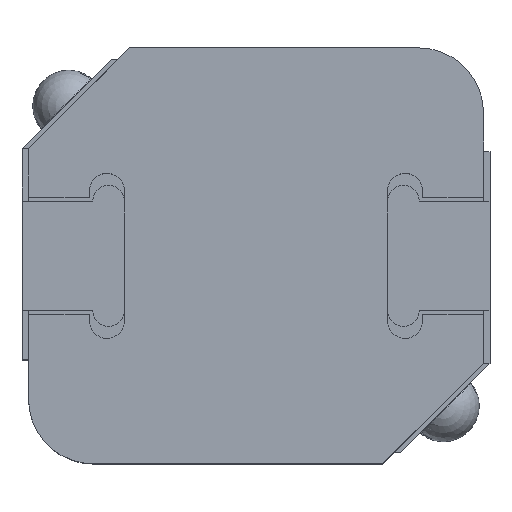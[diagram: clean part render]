
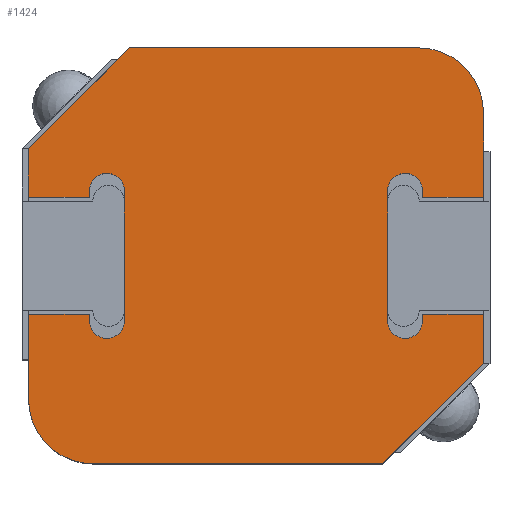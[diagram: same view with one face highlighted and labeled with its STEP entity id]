
A CAD part, top view. The second image highlights one B-rep face of the part: STEP entity #1424.
In plain terms, the highlighted planar face has unit normal (0, 0, 1).
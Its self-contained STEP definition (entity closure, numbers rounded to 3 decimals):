
#30=PLANE($,#1517);
#96=FACE_OUTER_BOUND($,#178,.T.);
#178=EDGE_LOOP($,(#1018,#1019,#1020,#1021,#1022,#1023,#1024,#1025,#1026,
#1027,#1028,#1029,#1030,#1031,#1032,#1033,#1034,#1035,#1036,#1037,#1038,
#1039,#1040,#1041));
#262=LINE($,#2049,#438);
#266=LINE($,#2057,#442);
#272=LINE($,#2070,#448);
#274=LINE($,#2075,#450);
#278=LINE($,#2083,#454);
#284=LINE($,#2096,#460);
#286=LINE($,#2100,#462);
#287=LINE($,#2102,#463);
#288=LINE($,#2104,#464);
#289=LINE($,#2106,#465);
#290=LINE($,#2109,#466);
#291=LINE($,#2111,#467);
#292=LINE($,#2112,#468);
#293=LINE($,#2114,#469);
#294=LINE($,#2116,#470);
#295=LINE($,#2117,#471);
#296=LINE($,#2119,#472);
#297=LINE($,#2122,#473);
#438=VECTOR($,#1641,1.3);
#442=VECTOR($,#1645,0.75);
#448=VECTOR($,#1653,4.45);
#450=VECTOR($,#1657,1.3);
#454=VECTOR($,#1661,0.75);
#460=VECTOR($,#1669,4.45);
#462=VECTOR($,#1673,0.936);
#463=VECTOR($,#1676,2.192);
#464=VECTOR($,#1677,0.936);
#465=VECTOR($,#1678,0.1);
#466=VECTOR($,#1681,2.);
#467=VECTOR($,#1682,0.1);
#468=VECTOR($,#1683,0.936);
#469=VECTOR($,#1686,2.192);
#470=VECTOR($,#1687,0.936);
#471=VECTOR($,#1688,0.1);
#472=VECTOR($,#1689,2.);
#473=VECTOR($,#1692,0.1);
#611=CIRCLE($,#1509,0.269);
#613=CIRCLE($,#1512,0.269);
#614=CIRCLE($,#1518,1.);
#615=CIRCLE($,#1519,0.269);
#616=CIRCLE($,#1520,1.);
#617=CIRCLE($,#1521,0.269);
#644=VERTEX_POINT($,#2032);
#645=VERTEX_POINT($,#2034);
#648=VERTEX_POINT($,#2041);
#649=VERTEX_POINT($,#2043);
#650=VERTEX_POINT($,#2047);
#651=VERTEX_POINT($,#2048);
#654=VERTEX_POINT($,#2054);
#655=VERTEX_POINT($,#2056);
#660=VERTEX_POINT($,#2067);
#661=VERTEX_POINT($,#2069);
#662=VERTEX_POINT($,#2073);
#663=VERTEX_POINT($,#2074);
#666=VERTEX_POINT($,#2080);
#667=VERTEX_POINT($,#2082);
#672=VERTEX_POINT($,#2093);
#673=VERTEX_POINT($,#2095);
#674=VERTEX_POINT($,#2099);
#675=VERTEX_POINT($,#2103);
#676=VERTEX_POINT($,#2105);
#677=VERTEX_POINT($,#2107);
#678=VERTEX_POINT($,#2110);
#679=VERTEX_POINT($,#2115);
#680=VERTEX_POINT($,#2118);
#681=VERTEX_POINT($,#2120);
#780=EDGE_CURVE($,#644,#645,#611,.T.);
#784=EDGE_CURVE($,#648,#649,#613,.T.);
#786=EDGE_CURVE($,#650,#651,#262,.T.);
#790=EDGE_CURVE($,#655,#654,#266,.T.);
#796=EDGE_CURVE($,#661,#660,#272,.T.);
#798=EDGE_CURVE($,#662,#663,#274,.T.);
#802=EDGE_CURVE($,#667,#666,#278,.T.);
#808=EDGE_CURVE($,#673,#672,#284,.T.);
#810=EDGE_CURVE($,#650,#674,#286,.T.);
#811=EDGE_CURVE($,#651,#661,#614,.T.);
#812=EDGE_CURVE($,#660,#667,#287,.T.);
#813=EDGE_CURVE($,#675,#666,#288,.T.);
#814=EDGE_CURVE($,#676,#675,#289,.T.);
#815=EDGE_CURVE($,#677,#676,#615,.T.);
#816=EDGE_CURVE($,#649,#677,#290,.T.);
#817=EDGE_CURVE($,#678,#648,#291,.T.);
#818=EDGE_CURVE($,#662,#678,#292,.T.);
#819=EDGE_CURVE($,#663,#673,#616,.T.);
#820=EDGE_CURVE($,#672,#655,#293,.T.);
#821=EDGE_CURVE($,#679,#654,#294,.T.);
#822=EDGE_CURVE($,#645,#679,#295,.T.);
#823=EDGE_CURVE($,#680,#644,#296,.T.);
#824=EDGE_CURVE($,#681,#680,#617,.T.);
#825=EDGE_CURVE($,#674,#681,#297,.T.);
#1018=ORIENTED_EDGE($,*,*,#810,.F.);
#1019=ORIENTED_EDGE($,*,*,#786,.T.);
#1020=ORIENTED_EDGE($,*,*,#811,.T.);
#1021=ORIENTED_EDGE($,*,*,#796,.T.);
#1022=ORIENTED_EDGE($,*,*,#812,.T.);
#1023=ORIENTED_EDGE($,*,*,#802,.T.);
#1024=ORIENTED_EDGE($,*,*,#813,.F.);
#1025=ORIENTED_EDGE($,*,*,#814,.F.);
#1026=ORIENTED_EDGE($,*,*,#815,.F.);
#1027=ORIENTED_EDGE($,*,*,#816,.F.);
#1028=ORIENTED_EDGE($,*,*,#784,.F.);
#1029=ORIENTED_EDGE($,*,*,#817,.F.);
#1030=ORIENTED_EDGE($,*,*,#818,.F.);
#1031=ORIENTED_EDGE($,*,*,#798,.T.);
#1032=ORIENTED_EDGE($,*,*,#819,.T.);
#1033=ORIENTED_EDGE($,*,*,#808,.T.);
#1034=ORIENTED_EDGE($,*,*,#820,.T.);
#1035=ORIENTED_EDGE($,*,*,#790,.T.);
#1036=ORIENTED_EDGE($,*,*,#821,.F.);
#1037=ORIENTED_EDGE($,*,*,#822,.F.);
#1038=ORIENTED_EDGE($,*,*,#780,.F.);
#1039=ORIENTED_EDGE($,*,*,#823,.F.);
#1040=ORIENTED_EDGE($,*,*,#824,.F.);
#1041=ORIENTED_EDGE($,*,*,#825,.F.);
#1424=ADVANCED_FACE($,(#96),#30,.T.);
#1509=AXIS2_PLACEMENT_3D($,#2035,#1628,#1629);
#1512=AXIS2_PLACEMENT_3D($,#2044,#1636,#1637);
#1517=AXIS2_PLACEMENT_3D($,#2098,#1671,#1672);
#1518=AXIS2_PLACEMENT_3D($,#2101,#1674,#1675);
#1519=AXIS2_PLACEMENT_3D($,#2108,#1679,#1680);
#1520=AXIS2_PLACEMENT_3D($,#2113,#1684,#1685);
#1521=AXIS2_PLACEMENT_3D($,#2121,#1690,#1691);
#1628=DIRECTION('center_axis',(0.,0.,1.));
#1629=DIRECTION('ref_axis',(0.,1.,0.));
#1636=DIRECTION('center_axis',(0.,0.,1.));
#1637=DIRECTION('ref_axis',(0.,-1.,0.));
#1641=DIRECTION($,(0.,1.,0.));
#1645=DIRECTION($,(0.,1.,0.));
#1653=DIRECTION($,(-1.,0.,0.));
#1657=DIRECTION($,(0.,-1.,0.));
#1661=DIRECTION($,(0.,-1.,0.));
#1669=DIRECTION($,(1.,0.,0.));
#1671=DIRECTION('center_axis',(0.,0.,1.));
#1672=DIRECTION('ref_axis',(0.,-1.,0.));
#1673=DIRECTION($,(-1.,0.,0.));
#1674=DIRECTION('center_axis',(0.,0.,1.));
#1675=DIRECTION('ref_axis',(0.,-1.,0.));
#1676=DIRECTION($,(-0.707,-0.707,0.));
#1677=DIRECTION($,(-1.,0.,0.));
#1678=DIRECTION($,(0.,-1.,0.));
#1679=DIRECTION('center_axis',(0.,0.,1.));
#1680=DIRECTION('ref_axis',(0.,1.,0.));
#1681=DIRECTION($,(0.,1.,0.));
#1682=DIRECTION($,(0.,-1.,0.));
#1683=DIRECTION($,(1.,0.,0.));
#1684=DIRECTION('center_axis',(0.,0.,1.));
#1685=DIRECTION('ref_axis',(0.,-1.,0.));
#1686=DIRECTION($,(0.707,0.707,0.));
#1687=DIRECTION($,(1.,0.,0.));
#1688=DIRECTION($,(0.,1.,0.));
#1689=DIRECTION($,(0.,-1.,0.));
#1690=DIRECTION('center_axis',(0.,0.,1.));
#1691=DIRECTION('ref_axis',(0.,-1.,0.));
#1692=DIRECTION($,(0.,1.,0.));
#2032=CARTESIAN_POINT('',(2.025,-1.,3.1));
#2034=CARTESIAN_POINT('',(2.564,-1.,3.1));
#2035=CARTESIAN_POINT('Origin',(2.295,-1.,3.1));
#2041=CARTESIAN_POINT('',(-2.564,-1.,3.1));
#2043=CARTESIAN_POINT('',(-2.025,-1.,3.1));
#2044=CARTESIAN_POINT('Origin',(-2.295,-1.,3.1));
#2047=CARTESIAN_POINT('',(3.5,0.9,3.1));
#2048=CARTESIAN_POINT('',(3.5,2.2,3.1));
#2049=CARTESIAN_POINT($,(3.5,3.2,3.1));
#2054=CARTESIAN_POINT('',(3.5,-0.9,3.1));
#2056=CARTESIAN_POINT('',(3.5,-1.65,3.1));
#2057=CARTESIAN_POINT($,(3.5,3.2,3.1));
#2067=CARTESIAN_POINT('',(-1.95,3.2,3.1));
#2069=CARTESIAN_POINT('',(2.5,3.2,3.1));
#2070=CARTESIAN_POINT($,(-3.5,3.2,3.1));
#2073=CARTESIAN_POINT('',(-3.5,-0.9,3.1));
#2074=CARTESIAN_POINT('',(-3.5,-2.2,3.1));
#2075=CARTESIAN_POINT($,(-3.5,3.2,3.1));
#2080=CARTESIAN_POINT('',(-3.5,0.9,3.1));
#2082=CARTESIAN_POINT('',(-3.5,1.65,3.1));
#2083=CARTESIAN_POINT($,(-3.5,3.2,3.1));
#2093=CARTESIAN_POINT('',(1.95,-3.2,3.1));
#2095=CARTESIAN_POINT('',(-2.5,-3.2,3.1));
#2096=CARTESIAN_POINT($,(-3.5,-3.2,3.1));
#2098=CARTESIAN_POINT('Origin',(0.,0.,3.1));
#2099=CARTESIAN_POINT('',(2.564,0.9,3.1));
#2100=CARTESIAN_POINT($,(2.564,0.9,3.1));
#2101=CARTESIAN_POINT('Origin',(2.5,2.2,3.1));
#2102=CARTESIAN_POINT($,(-2.575,2.575,3.1));
#2103=CARTESIAN_POINT('',(-2.564,0.9,3.1));
#2104=CARTESIAN_POINT($,(-2.564,0.9,3.1));
#2105=CARTESIAN_POINT('',(-2.564,1.,3.1));
#2106=CARTESIAN_POINT($,(-2.564,1.,3.1));
#2107=CARTESIAN_POINT('',(-2.025,1.,3.1));
#2108=CARTESIAN_POINT('Origin',(-2.295,1.,3.1));
#2109=CARTESIAN_POINT($,(-2.025,1.,3.1));
#2110=CARTESIAN_POINT('',(-2.564,-0.9,3.1));
#2111=CARTESIAN_POINT($,(-2.564,-1.,3.1));
#2112=CARTESIAN_POINT($,(-2.564,-0.9,3.1));
#2113=CARTESIAN_POINT('Origin',(-2.5,-2.2,3.1));
#2114=CARTESIAN_POINT($,(2.575,-2.575,3.1));
#2115=CARTESIAN_POINT('',(2.564,-0.9,3.1));
#2116=CARTESIAN_POINT($,(2.564,-0.9,3.1));
#2117=CARTESIAN_POINT($,(2.564,-1.,3.1));
#2118=CARTESIAN_POINT('',(2.025,1.,3.1));
#2119=CARTESIAN_POINT($,(2.025,1.,3.1));
#2120=CARTESIAN_POINT('',(2.564,1.,3.1));
#2121=CARTESIAN_POINT('Origin',(2.295,1.,3.1));
#2122=CARTESIAN_POINT($,(2.564,1.,3.1));
